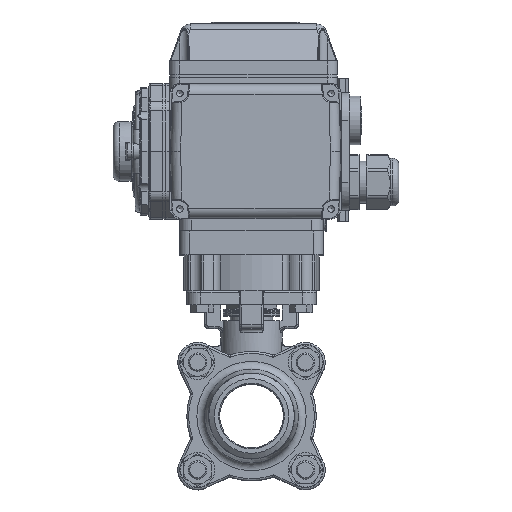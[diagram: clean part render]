
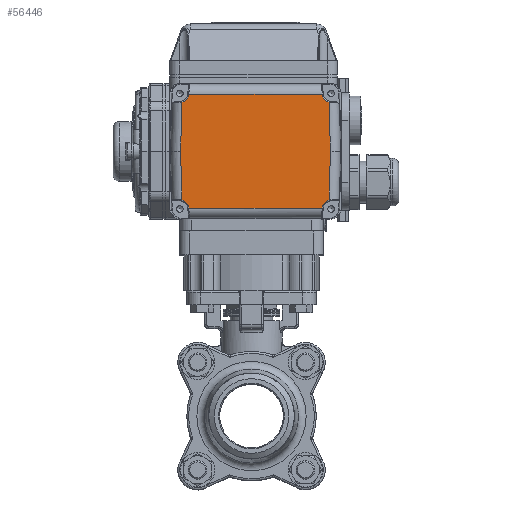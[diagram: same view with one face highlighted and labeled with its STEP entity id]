
A CAD part, top view. The second image highlights one B-rep face of the part: STEP entity #56446.
In plain terms, the highlighted face is planar.
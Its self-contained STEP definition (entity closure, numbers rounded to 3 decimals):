
#3052=PLANE('',#60964);
#6101=LINE('',#113025,#9857);
#6103=LINE('',#113034,#9859);
#6105=LINE('',#113037,#9861);
#6107=LINE('',#113041,#9863);
#6109=LINE('',#113049,#9865);
#6111=LINE('',#113052,#9867);
#9857=VECTOR('',#72398,1000.);
#9859=VECTOR('',#72402,1000.);
#9861=VECTOR('',#72406,1000.);
#9863=VECTOR('',#72410,1000.);
#9865=VECTOR('',#72414,1000.);
#9867=VECTOR('',#72418,1000.);
#21390=ORIENTED_EDGE('',*,*,#30922,.T.);
#21391=ORIENTED_EDGE('',*,*,#30837,.T.);
#21392=ORIENTED_EDGE('',*,*,#30932,.T.);
#21393=ORIENTED_EDGE('',*,*,#30929,.T.);
#21394=ORIENTED_EDGE('',*,*,#30903,.T.);
#21395=ORIENTED_EDGE('',*,*,#30934,.T.);
#21396=ORIENTED_EDGE('',*,*,#30881,.T.);
#21397=ORIENTED_EDGE('',*,*,#30925,.T.);
#21398=ORIENTED_EDGE('',*,*,#30927,.T.);
#21399=ORIENTED_EDGE('',*,*,#30859,.T.);
#30837=EDGE_CURVE('',#36512,#36510,#39514,.T.);
#30859=EDGE_CURVE('',#36528,#36526,#39522,.T.);
#30881=EDGE_CURVE('',#36544,#36542,#39530,.T.);
#30903=EDGE_CURVE('',#36560,#36558,#39538,.T.);
#30922=EDGE_CURVE('',#36526,#36512,#6101,.T.);
#30925=EDGE_CURVE('',#36542,#36577,#6103,.T.);
#30927=EDGE_CURVE('',#36577,#36528,#6105,.T.);
#30929=EDGE_CURVE('',#36579,#36560,#6107,.T.);
#30932=EDGE_CURVE('',#36510,#36579,#6109,.T.);
#30934=EDGE_CURVE('',#36558,#36544,#6111,.T.);
#36510=VERTEX_POINT('',#112410);
#36512=VERTEX_POINT('',#112422);
#36526=VERTEX_POINT('',#112571);
#36528=VERTEX_POINT('',#112577);
#36542=VERTEX_POINT('',#112746);
#36544=VERTEX_POINT('',#112758);
#36558=VERTEX_POINT('',#112907);
#36560=VERTEX_POINT('',#112913);
#36577=VERTEX_POINT('',#113033);
#36579=VERTEX_POINT('',#113042);
#39514=CIRCLE('',#60808,4.5);
#39522=CIRCLE('',#60823,4.5);
#39530=CIRCLE('',#60836,4.5);
#39538=CIRCLE('',#60851,4.5);
#43054=EDGE_LOOP('',(#21390,#21391,#21392,#21393,#21394,#21395,#21396,#21397,
#21398,#21399));
#46659=FACE_BOUND('',#43054,.T.);
#56446=ADVANCED_FACE('',(#46659),#3052,.T.);
#60808=AXIS2_PLACEMENT_3D('',#112425,#72253,#72254);
#60823=AXIS2_PLACEMENT_3D('',#112580,#72291,#72292);
#60836=AXIS2_PLACEMENT_3D('',#112761,#72321,#72322);
#60851=AXIS2_PLACEMENT_3D('',#112916,#72359,#72360);
#60964=AXIS2_PLACEMENT_3D('',#114031,#72657,#72658);
#72253=DIRECTION('',(0.,-1.,0.));
#72254=DIRECTION('',(0.,0.,1.));
#72291=DIRECTION('',(0.,-1.,0.));
#72292=DIRECTION('',(0.,0.,1.));
#72321=DIRECTION('',(0.,-1.,0.));
#72322=DIRECTION('',(0.,0.,1.));
#72359=DIRECTION('',(0.,-1.,0.));
#72360=DIRECTION('',(0.,0.,1.));
#72398=DIRECTION('',(1.,0.,0.));
#72402=DIRECTION('',(-0.026,0.,1.));
#72406=DIRECTION('',(0.026,0.,1.));
#72410=DIRECTION('',(-0.026,0.,-1.));
#72414=DIRECTION('',(0.026,0.,-1.));
#72418=DIRECTION('',(-1.,0.,0.));
#72657=DIRECTION('',(0.,1.,0.));
#72658=DIRECTION('',(0.,0.,1.));
#112410=CARTESIAN_POINT('',(36.98,12.,24.617));
#112422=CARTESIAN_POINT('',(33.516,12.,28.626));
#112425=CARTESIAN_POINT('',(38.,12.,29.));
#112571=CARTESIAN_POINT('',(-33.516,12.,28.626));
#112577=CARTESIAN_POINT('',(-36.98,12.,24.617));
#112580=CARTESIAN_POINT('',(-38.,12.,29.));
#112746=CARTESIAN_POINT('',(-36.98,12.,-24.617));
#112758=CARTESIAN_POINT('',(-33.516,12.,-28.626));
#112761=CARTESIAN_POINT('',(-38.,12.,-29.));
#112907=CARTESIAN_POINT('',(33.516,12.,-28.626));
#112913=CARTESIAN_POINT('',(36.98,12.,-24.617));
#112916=CARTESIAN_POINT('',(38.,12.,-29.));
#113025=CARTESIAN_POINT('',(33.627,12.,28.626));
#113033=CARTESIAN_POINT('',(-37.624,12.,0.));
#113034=CARTESIAN_POINT('',(-37.628,12.,0.124));
#113037=CARTESIAN_POINT('',(-36.983,12.,24.513));
#113041=CARTESIAN_POINT('',(36.983,12.,-24.513));
#113042=CARTESIAN_POINT('',(37.624,12.,0.));
#113049=CARTESIAN_POINT('',(37.628,12.,-0.124));
#113052=CARTESIAN_POINT('',(-33.627,12.,-28.626));
#114031=CARTESIAN_POINT('',(-37.239,12.,-29.));
